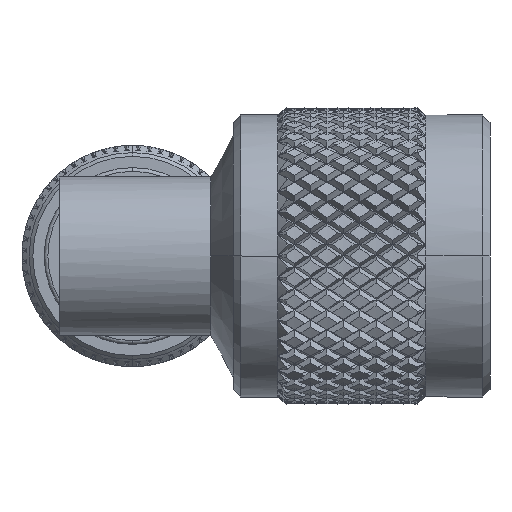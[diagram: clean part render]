
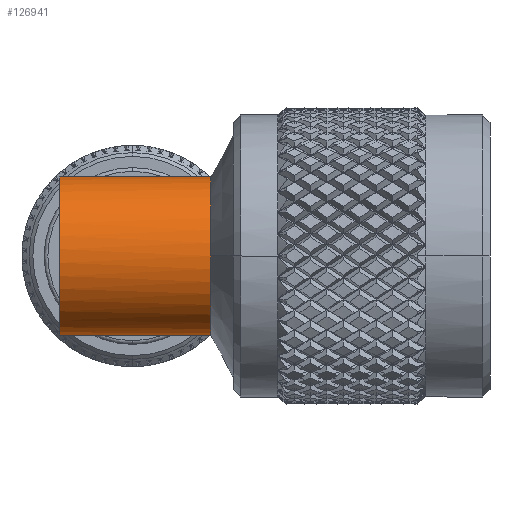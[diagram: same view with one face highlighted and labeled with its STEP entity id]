
A CAD part, left-side view. The second image highlights one B-rep face of the part: STEP entity #126941.
In plain terms, the highlighted cylindrical face has radius 5.395 mm (diameter 10.79 mm), a partial arc.
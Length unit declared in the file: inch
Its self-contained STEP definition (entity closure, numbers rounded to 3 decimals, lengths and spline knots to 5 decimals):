
#70 = CARTESIAN_POINT ( 'NONE',  ( 0.05962, 0., 0. ) ) ;
#1485 = VECTOR ( 'NONE', #14410, 39.37008 ) ;
#7238 = EDGE_LOOP ( 'NONE', ( #74494, #60669, #34013, #89840, #152675 ) ) ;
#8063 = CARTESIAN_POINT ( 'NONE',  ( -5.70743, 0., 0. ) ) ;
#10441 = CIRCLE ( 'NONE', #113963, 0.21241 ) ;
#14410 = DIRECTION ( 'NONE',  ( 1., 0., 0. ) ) ;
#15136 = DIRECTION ( 'NONE',  ( 1., 0., 0. ) ) ;
#23866 = CARTESIAN_POINT ( 'NONE',  ( 0.05962, 0., -0.21241 ) ) ;
#26443 = VERTEX_POINT ( 'NONE', #158078 ) ;
#28055 = DIRECTION ( 'NONE',  ( -1., 0., 0. ) ) ;
#32201 = VERTEX_POINT ( 'NONE', #90969 ) ;
#34013 = ORIENTED_EDGE ( 'NONE', *, *, #82718, .F. ) ;
#38115 = VERTEX_POINT ( 'NONE', #162206 ) ;
#42316 = LINE ( 'NONE', #113080, #144529 ) ;
#47215 = EDGE_CURVE ( 'NONE', #103674, #38115, #84712, .T. ) ;
#53298 = CYLINDRICAL_SURFACE ( 'NONE', #156414, 0.21241 ) ;
#59680 = DIRECTION ( 'NONE',  ( 0., 0., 1. ) ) ;
#60669 = ORIENTED_EDGE ( 'NONE', *, *, #82510, .F. ) ;
#62845 = DIRECTION ( 'NONE',  ( -1., 0., 0. ) ) ;
#64688 = DIRECTION ( 'NONE',  ( -1., 0., 0. ) ) ;
#66884 = VERTEX_POINT ( 'NONE', #23866 ) ;
#74494 = ORIENTED_EDGE ( 'NONE', *, *, #47215, .T. ) ;
#77542 = AXIS2_PLACEMENT_3D ( 'NONE', #174547, #62845, #173938 ) ;
#82510 = EDGE_CURVE ( 'NONE', #32201, #38115, #42316, .T. ) ;
#82718 = EDGE_CURVE ( 'NONE', #66884, #32201, #148880, .T. ) ;
#84712 = CIRCLE ( 'NONE', #77542, 0.21241 ) ;
#89840 = ORIENTED_EDGE ( 'NONE', *, *, #93747, .F. ) ;
#90969 = CARTESIAN_POINT ( 'NONE',  ( 0.05962, -0.13037, 0.16769 ) ) ;
#93747 = EDGE_CURVE ( 'NONE', #26443, #66884, #10441, .T. ) ;
#94427 = CARTESIAN_POINT ( 'NONE',  ( 0.46208, 0.13037, 0.16769 ) ) ;
#97769 = CARTESIAN_POINT ( 'NONE',  ( 0.05962, 0.13037, 0.16769 ) ) ;
#102259 = AXIS2_PLACEMENT_3D ( 'NONE', #108650, #147555, #178447 ) ;
#103674 = VERTEX_POINT ( 'NONE', #94427 ) ;
#108650 = CARTESIAN_POINT ( 'NONE',  ( 0.05962, 0., 0. ) ) ;
#113080 = CARTESIAN_POINT ( 'NONE',  ( 0.05962, -0.13037, 0.16769 ) ) ;
#113963 = AXIS2_PLACEMENT_3D ( 'NONE', #70, #28055, #59680 ) ;
#126941 = ADVANCED_FACE ( 'NONE', ( #174942 ), #53298, .T. ) ;
#132001 = LINE ( 'NONE', #97769, #1485 ) ;
#144529 = VECTOR ( 'NONE', #15136, 39.37008 ) ;
#147555 = DIRECTION ( 'NONE',  ( -1., 0., 0. ) ) ;
#148880 = CIRCLE ( 'NONE', #102259, 0.21241 ) ;
#152675 = ORIENTED_EDGE ( 'NONE', *, *, #159979, .T. ) ;
#156414 = AXIS2_PLACEMENT_3D ( 'NONE', #8063, #64688, #163000 ) ;
#158078 = CARTESIAN_POINT ( 'NONE',  ( 0.05962, 0.13037, 0.16769 ) ) ;
#159979 = EDGE_CURVE ( 'NONE', #26443, #103674, #132001, .T. ) ;
#162206 = CARTESIAN_POINT ( 'NONE',  ( 0.46208, -0.13037, 0.16769 ) ) ;
#163000 = DIRECTION ( 'NONE',  ( 0., 0., 1. ) ) ;
#173938 = DIRECTION ( 'NONE',  ( 0., 0., 1. ) ) ;
#174547 = CARTESIAN_POINT ( 'NONE',  ( 0.46208, 0., 0. ) ) ;
#174942 = FACE_OUTER_BOUND ( 'NONE', #7238, .T. ) ;
#178447 = DIRECTION ( 'NONE',  ( 0., 0., 1. ) ) ;
